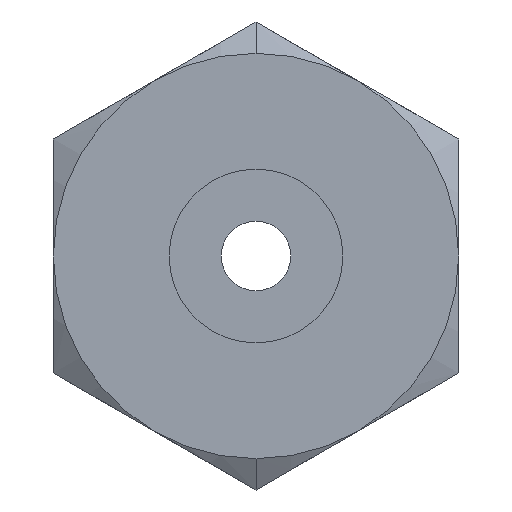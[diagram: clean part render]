
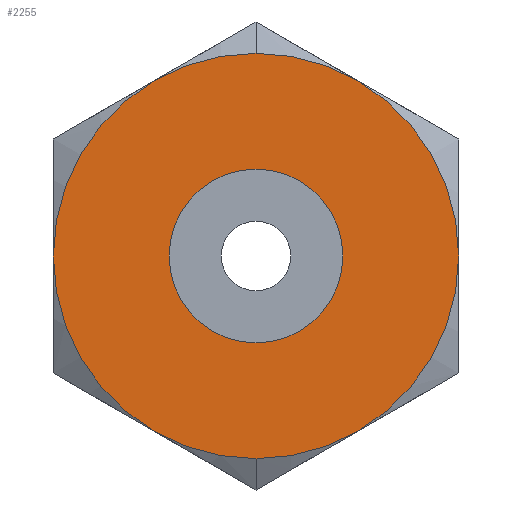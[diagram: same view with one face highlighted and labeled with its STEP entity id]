
A CAD part, left-side view. The second image highlights one B-rep face of the part: STEP entity #2255.
In plain terms, the highlighted planar face has unit normal (-1, 0, 0).
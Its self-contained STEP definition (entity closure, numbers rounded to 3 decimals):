
#7 = CARTESIAN_POINT ( 'NONE',  ( 0., 0., 3.5 ) ) ;
#61 = DIRECTION ( 'NONE',  ( 0., 0., -1. ) ) ;
#120 = CIRCLE ( 'NONE', #4240, 3. ) ;
#146 = CARTESIAN_POINT ( 'NONE',  ( 0., 0., 0. ) ) ;
#186 = DIRECTION ( 'NONE',  ( 1., 0., 0. ) ) ;
#283 = EDGE_CURVE ( 'NONE', #6067, #4370, #1503, .T. ) ;
#832 = DIRECTION ( 'NONE',  ( 0., 0., 1. ) ) ;
#1340 = PLANE ( 'NONE',  #2732 ) ;
#1479 = DIRECTION ( 'NONE',  ( 1., 0., 0. ) ) ;
#1503 = CIRCLE ( 'NONE', #6009, 7. ) ;
#1652 = CARTESIAN_POINT ( 'NONE',  ( 0., 0., 0. ) ) ;
#1676 = CARTESIAN_POINT ( 'NONE',  ( 0., 0., -7. ) ) ;
#2255 = ADVANCED_FACE ( 'NONE', ( #2704, #5865 ), #1340, .T. ) ;
#2579 = DIRECTION ( 'NONE',  ( -1., 0., 0. ) ) ;
#2636 = CARTESIAN_POINT ( 'NONE',  ( 0., 0., 0. ) ) ;
#2704 = FACE_BOUND ( 'NONE', #3442, .T. ) ;
#2732 = AXIS2_PLACEMENT_3D ( 'NONE', #7, #2579, #5311 ) ;
#2791 = ORIENTED_EDGE ( 'NONE', *, *, #5017, .T. ) ;
#3040 = ORIENTED_EDGE ( 'NONE', *, *, #3742, .F. ) ;
#3442 = EDGE_LOOP ( 'NONE', ( #6156, #2791 ) ) ;
#3484 = DIRECTION ( 'NONE',  ( 1., 0., 0. ) ) ;
#3581 = EDGE_CURVE ( 'NONE', #4634, #6999, #6902, .T. ) ;
#3742 = EDGE_CURVE ( 'NONE', #4370, #6067, #4326, .T. ) ;
#4220 = CARTESIAN_POINT ( 'NONE',  ( 0., 0., -3. ) ) ;
#4240 = AXIS2_PLACEMENT_3D ( 'NONE', #146, #1479, #832 ) ;
#4326 = CIRCLE ( 'NONE', #5004, 7. ) ;
#4370 = VERTEX_POINT ( 'NONE', #1676 ) ;
#4634 = VERTEX_POINT ( 'NONE', #4220 ) ;
#4941 = CARTESIAN_POINT ( 'NONE',  ( 0., 0., 0. ) ) ;
#5004 = AXIS2_PLACEMENT_3D ( 'NONE', #1652, #3484, #6222 ) ;
#5017 = EDGE_CURVE ( 'NONE', #6999, #4634, #120, .T. ) ;
#5311 = DIRECTION ( 'NONE',  ( 0., 0., 1. ) ) ;
#5554 = EDGE_LOOP ( 'NONE', ( #8111, #3040 ) ) ;
#5865 = FACE_OUTER_BOUND ( 'NONE', #5554, .T. ) ;
#6009 = AXIS2_PLACEMENT_3D ( 'NONE', #4941, #7484, #6934 ) ;
#6067 = VERTEX_POINT ( 'NONE', #7145 ) ;
#6156 = ORIENTED_EDGE ( 'NONE', *, *, #3581, .T. ) ;
#6222 = DIRECTION ( 'NONE',  ( 0., 0., -1. ) ) ;
#6902 = CIRCLE ( 'NONE', #8384, 3. ) ;
#6934 = DIRECTION ( 'NONE',  ( 0., 0., 1. ) ) ;
#6999 = VERTEX_POINT ( 'NONE', #7587 ) ;
#7145 = CARTESIAN_POINT ( 'NONE',  ( 0., 0., 7. ) ) ;
#7484 = DIRECTION ( 'NONE',  ( 1., 0., 0. ) ) ;
#7587 = CARTESIAN_POINT ( 'NONE',  ( 0., 0., 3. ) ) ;
#8111 = ORIENTED_EDGE ( 'NONE', *, *, #283, .F. ) ;
#8384 = AXIS2_PLACEMENT_3D ( 'NONE', #2636, #186, #61 ) ;
